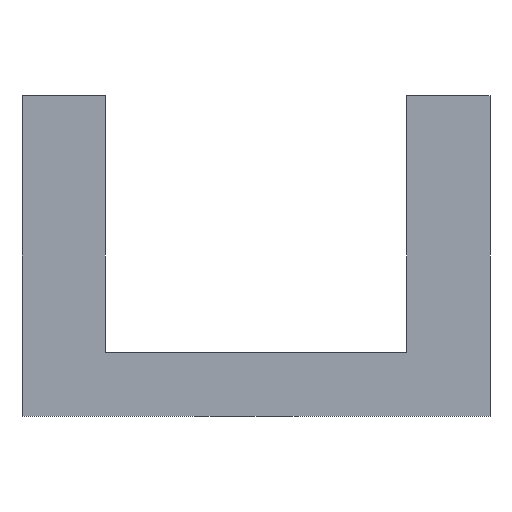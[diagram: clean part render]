
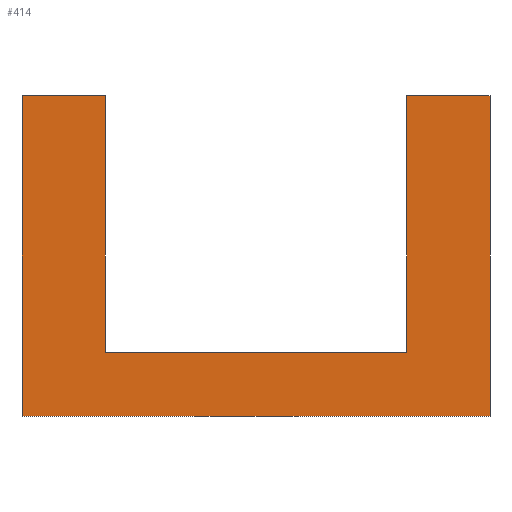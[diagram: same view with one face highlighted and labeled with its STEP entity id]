
A CAD part, front view. The second image highlights one B-rep face of the part: STEP entity #414.
In plain terms, the highlighted planar face has unit normal (0, -1, 0).
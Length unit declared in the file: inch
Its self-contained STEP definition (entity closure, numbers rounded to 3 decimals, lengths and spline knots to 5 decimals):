
#38=PLANE('',#454);
#60=FACE_OUTER_BOUND('',#84,.T.);
#84=EDGE_LOOP('',(#373,#374,#375,#376,#377,#378,#379,#380));
#114=LINE('',#620,#164);
#119=LINE('',#632,#169);
#123=LINE('',#638,#173);
#128=LINE('',#650,#178);
#134=LINE('',#662,#184);
#136=LINE('',#665,#186);
#139=LINE('',#670,#189);
#140=LINE('',#671,#190);
#164=VECTOR('',#508,0.3937);
#169=VECTOR('',#519,0.3937);
#173=VECTOR('',#525,0.3937);
#178=VECTOR('',#536,0.3937);
#184=VECTOR('',#544,0.3937);
#186=VECTOR('',#548,0.3937);
#189=VECTOR('',#555,0.3937);
#190=VECTOR('',#556,0.3937);
#214=VERTEX_POINT('',#614);
#216=VERTEX_POINT('',#618);
#219=VERTEX_POINT('',#629);
#220=VERTEX_POINT('',#631);
#223=VERTEX_POINT('',#646);
#225=VERTEX_POINT('',#649);
#227=VERTEX_POINT('',#655);
#230=VERTEX_POINT('',#660);
#258=EDGE_CURVE('',#214,#216,#114,.T.);
#263=EDGE_CURVE('',#219,#220,#119,.T.);
#267=EDGE_CURVE('',#220,#216,#123,.T.);
#272=EDGE_CURVE('',#223,#225,#128,.T.);
#278=EDGE_CURVE('',#227,#230,#134,.T.);
#280=EDGE_CURVE('',#225,#230,#136,.T.);
#283=EDGE_CURVE('',#219,#227,#139,.T.);
#284=EDGE_CURVE('',#214,#223,#140,.T.);
#373=ORIENTED_EDGE('',*,*,#283,.T.);
#374=ORIENTED_EDGE('',*,*,#278,.T.);
#375=ORIENTED_EDGE('',*,*,#280,.F.);
#376=ORIENTED_EDGE('',*,*,#272,.F.);
#377=ORIENTED_EDGE('',*,*,#284,.F.);
#378=ORIENTED_EDGE('',*,*,#258,.T.);
#379=ORIENTED_EDGE('',*,*,#267,.F.);
#380=ORIENTED_EDGE('',*,*,#263,.F.);
#414=ADVANCED_FACE('',(#60),#38,.T.);
#454=AXIS2_PLACEMENT_3D('',#669,#553,#554);
#508=DIRECTION('',(0.,0.,1.));
#519=DIRECTION('',(0.,0.,1.));
#525=DIRECTION('',(1.,0.,0.));
#536=DIRECTION('',(0.,0.,1.));
#544=DIRECTION('',(0.,0.,1.));
#548=DIRECTION('',(1.,0.,0.));
#553=DIRECTION('center_axis',(0.,-1.,0.));
#554=DIRECTION('ref_axis',(1.,0.,0.));
#555=DIRECTION('',(1.,0.,0.));
#556=DIRECTION('',(1.,0.,0.));
#614=CARTESIAN_POINT('',(0.13,0.,0.1));
#618=CARTESIAN_POINT('',(0.13,0.,0.5));
#620=CARTESIAN_POINT('',(0.13,0.,0.));
#629=CARTESIAN_POINT('',(0.,0.,0.));
#631=CARTESIAN_POINT('',(0.,0.,0.5));
#632=CARTESIAN_POINT('',(0.,0.,0.));
#638=CARTESIAN_POINT('',(0.,0.,0.5));
#646=CARTESIAN_POINT('',(0.6,0.,0.1));
#649=CARTESIAN_POINT('',(0.6,0.,0.5));
#650=CARTESIAN_POINT('',(0.6,0.,0.));
#655=CARTESIAN_POINT('',(0.73,0.,0.));
#660=CARTESIAN_POINT('',(0.73,0.,0.5));
#662=CARTESIAN_POINT('',(0.73,0.,0.));
#665=CARTESIAN_POINT('',(0.,0.,0.5));
#669=CARTESIAN_POINT('Origin',(0.13,0.,0.));
#670=CARTESIAN_POINT('',(0.,0.,0.));
#671=CARTESIAN_POINT('',(0.,0.,0.1));
